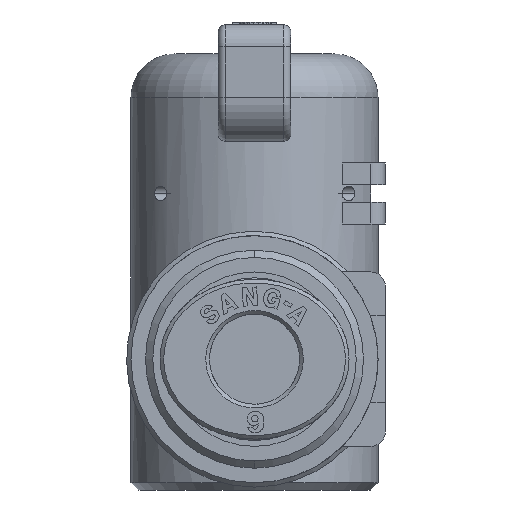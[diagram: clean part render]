
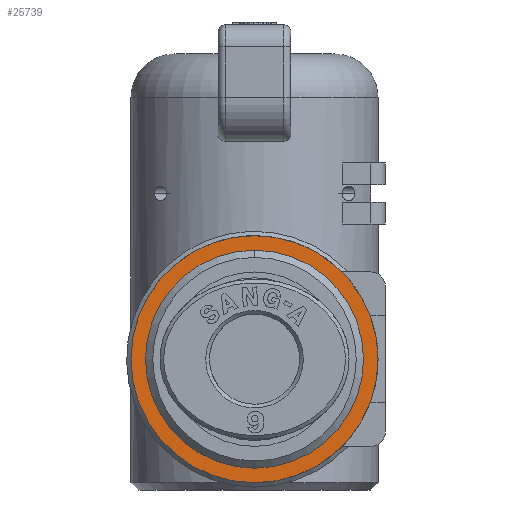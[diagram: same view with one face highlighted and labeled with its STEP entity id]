
A CAD part, front view. The second image highlights one B-rep face of the part: STEP entity #25739.
In plain terms, the highlighted planar face has unit normal (0, -1, 0).
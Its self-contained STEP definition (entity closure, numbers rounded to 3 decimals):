
#203=CARTESIAN_POINT('',(204.769,0.0,-12.109));
#204=VERTEX_POINT('',#203);
#238=CARTESIAN_POINT('',(187.769,0.0,-12.109));
#239=VERTEX_POINT('',#238);
#246=CARTESIAN_POINT('',(196.269,0.0,-12.109));
#247=DIRECTION('',(0.0,-1.0,0.0));
#248=DIRECTION('',(1.0,0.0,0.0));
#249=AXIS2_PLACEMENT_3D('',#246,#247,#248);
#250=CIRCLE('',#249,8.5);
#251=EDGE_CURVE('',#204,#239,#250,.T.);
#1629=CARTESIAN_POINT('',(196.269,0.,-5.109));
#1630=VERTEX_POINT('',#1629);
#1646=CARTESIAN_POINT('',(196.269,0.0,-19.109));
#1647=VERTEX_POINT('',#1646);
#1654=CARTESIAN_POINT('',(196.269,0.0,-12.109));
#1655=DIRECTION('',(0.0,1.0,0.0));
#1656=DIRECTION('',(0.0,0.0,1.0));
#1657=AXIS2_PLACEMENT_3D('',#1654,#1655,#1656);
#1658=CIRCLE('',#1657,7.0);
#1659=EDGE_CURVE('',#1630,#1647,#1658,.T.);
#16790=CARTESIAN_POINT('',(196.269,0.0,-12.109));
#16791=DIRECTION('',(0.0,1.0,0.0));
#16792=DIRECTION('',(0.0,0.0,1.0));
#16793=AXIS2_PLACEMENT_3D('',#16790,#16791,#16792);
#16794=CIRCLE('',#16793,7.0);
#16795=EDGE_CURVE('',#1647,#1630,#16794,.T.);
#25642=CARTESIAN_POINT('',(196.269,0.0,-12.109));
#25643=DIRECTION('',(0.0,-1.0,0.0));
#25644=DIRECTION('',(1.0,0.0,0.0));
#25645=AXIS2_PLACEMENT_3D('',#25642,#25643,#25644);
#25646=CIRCLE('',#25645,8.5);
#25647=EDGE_CURVE('',#239,#204,#25646,.T.);
#25726=CARTESIAN_POINT('',(196.269,0.0,-12.109));
#25727=DIRECTION('',(0.0,-1.0,0.0));
#25728=DIRECTION('',(0.0,0.0,-1.0));
#25729=AXIS2_PLACEMENT_3D('',#25726,#25727,#25728);
#25730=PLANE('',#25729);
#25731=ORIENTED_EDGE('',*,*,#251,.T.);
#25732=ORIENTED_EDGE('',*,*,#25647,.T.);
#25733=EDGE_LOOP('',(#25731,#25732));
#25734=FACE_OUTER_BOUND('',#25733,.T.);
#25735=ORIENTED_EDGE('',*,*,#16795,.T.);
#25736=ORIENTED_EDGE('',*,*,#1659,.T.);
#25737=EDGE_LOOP('',(#25735,#25736));
#25738=FACE_BOUND('',#25737,.T.);
#25739=ADVANCED_FACE('',(#25734,#25738),#25730,.T.);
